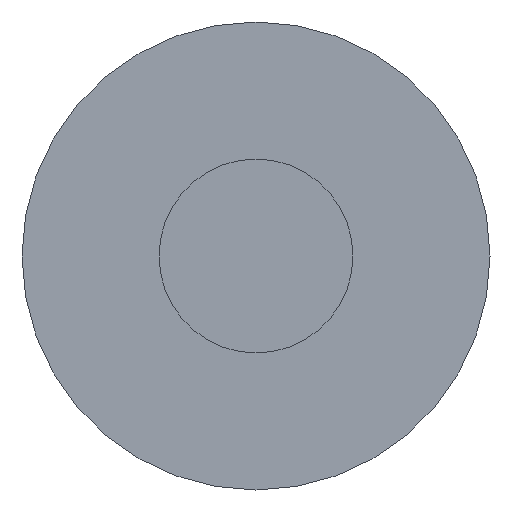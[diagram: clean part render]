
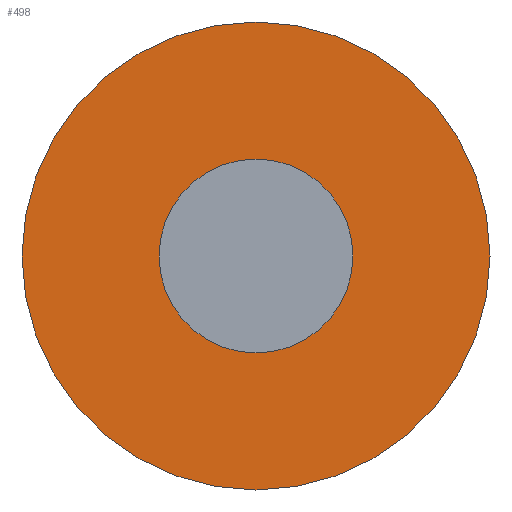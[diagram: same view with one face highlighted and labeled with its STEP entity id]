
A CAD part, front view. The second image highlights one B-rep face of the part: STEP entity #498.
In plain terms, the highlighted planar face has unit normal (0, -1, 0).
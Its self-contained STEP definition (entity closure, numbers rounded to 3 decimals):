
#86=PLANE('',#551);
#112=CIRCLE('',#550,1.75);
#113=CIRCLE('',#552,0.725);
#153=VERTEX_POINT('',#798);
#154=VERTEX_POINT('',#802);
#280=EDGE_CURVE('',#153,#153,#112,.T.);
#281=EDGE_CURVE('',#154,#154,#113,.T.);
#401=ORIENTED_EDGE('',*,*,#281,.F.);
#402=ORIENTED_EDGE('',*,*,#280,.T.);
#437=EDGE_LOOP('',(#401));
#438=EDGE_LOOP('',(#402));
#470=FACE_BOUND('',#437,.T.);
#471=FACE_BOUND('',#438,.T.);
#498=ADVANCED_FACE('',(#470,#471),#86,.F.);
#550=AXIS2_PLACEMENT_3D('',#799,#669,#670);
#551=AXIS2_PLACEMENT_3D('',#800,#671,$);
#552=AXIS2_PLACEMENT_3D('',#801,#672,#673);
#669=DIRECTION('',(0.,-1.,0.));
#670=DIRECTION('',(0.,0.,-1.75));
#671=DIRECTION('',(0.,1.,0.));
#672=DIRECTION('',(0.,-1.,0.));
#673=DIRECTION('',(0.,0.,-0.725));
#798=CARTESIAN_POINT('',(0.,0.,-1.75));
#799=CARTESIAN_POINT('',(0.,0.,0.));
#800=CARTESIAN_POINT('',(1.75,0.,0.));
#801=CARTESIAN_POINT('',(0.,0.,0.));
#802=CARTESIAN_POINT('',(0.,0.,-0.725));
